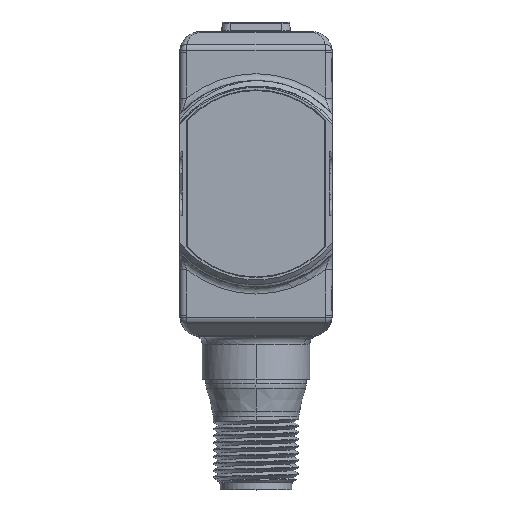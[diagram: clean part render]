
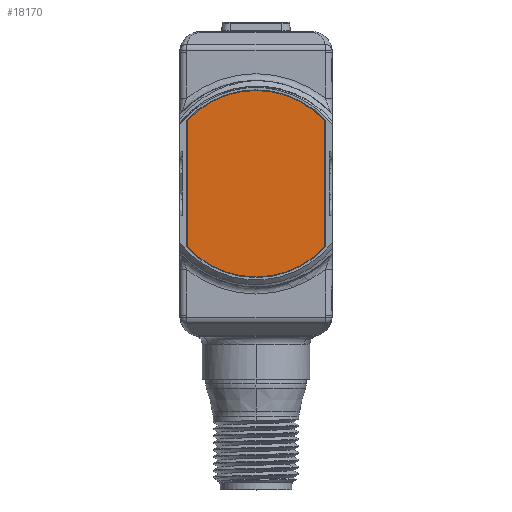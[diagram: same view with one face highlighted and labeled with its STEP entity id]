
A CAD part, top view. The second image highlights one B-rep face of the part: STEP entity #18170.
In plain terms, the highlighted planar face has unit normal (0, 0, 1).
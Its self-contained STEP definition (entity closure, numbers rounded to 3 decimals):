
#5302=CARTESIAN_POINT('',(0.,22.,3.5));
#5303=DIRECTION('',(0.,0.,1.));
#5304=DIRECTION('',(0.736,0.677,0.));
#5305=AXIS2_PLACEMENT_3D('',#5302,#5303,#5304);
#5307=DIRECTION('',(0.,1.,0.));
#5308=VECTOR('',#5307,18.209);
#5309=CARTESIAN_POINT('',(9.9,12.895,3.5));
#5310=LINE('',#5309,#5308);
#5311=CARTESIAN_POINT('',(0.,22.,3.5));
#5312=DIRECTION('',(0.,0.,1.));
#5313=DIRECTION('',(-0.736,-0.677,0.));
#5314=AXIS2_PLACEMENT_3D('',#5311,#5312,#5313);
#5316=DIRECTION('',(0.,-1.,0.));
#5317=VECTOR('',#5316,18.209);
#5318=CARTESIAN_POINT('',(-9.9,31.105,3.5));
#5319=LINE('',#5318,#5317);
#11490=CARTESIAN_POINT('',(9.9,31.105,3.5));
#11491=CARTESIAN_POINT('',(-9.9,31.105,3.5));
#11492=VERTEX_POINT('',#11490);
#11493=VERTEX_POINT('',#11491);
#11494=CARTESIAN_POINT('',(-9.9,12.895,3.5));
#11495=VERTEX_POINT('',#11494);
#11496=CARTESIAN_POINT('',(9.9,12.895,3.5));
#11497=VERTEX_POINT('',#11496);
#18158=CARTESIAN_POINT('',(0.,22.,3.5));
#18159=DIRECTION('',(0.,0.,1.));
#18160=DIRECTION('',(0.,-1.,0.));
#18161=AXIS2_PLACEMENT_3D('',#18158,#18159,#18160);
#18162=PLANE('',#18161);
#18163=ORIENTED_EDGE('',*,*,#18058,.F.);
#18164=ORIENTED_EDGE('',*,*,#18077,.F.);
#18166=ORIENTED_EDGE('',*,*,#18165,.F.);
#18167=ORIENTED_EDGE('',*,*,#18148,.F.);
#18168=EDGE_LOOP('',(#18163,#18164,#18166,#18167));
#18169=FACE_OUTER_BOUND('',#18168,.F.);
#18170=ADVANCED_FACE('',(#18169),#18162,.T.);
#5306=CIRCLE('',#5305,13.45);
#5315=CIRCLE('',#5314,13.45);
#18058=EDGE_CURVE('',#11492,#11493,#5306,.T.);
#18077=EDGE_CURVE('',#11497,#11492,#5310,.T.);
#18148=EDGE_CURVE('',#11493,#11495,#5319,.T.);
#18165=EDGE_CURVE('',#11495,#11497,#5315,.T.);
